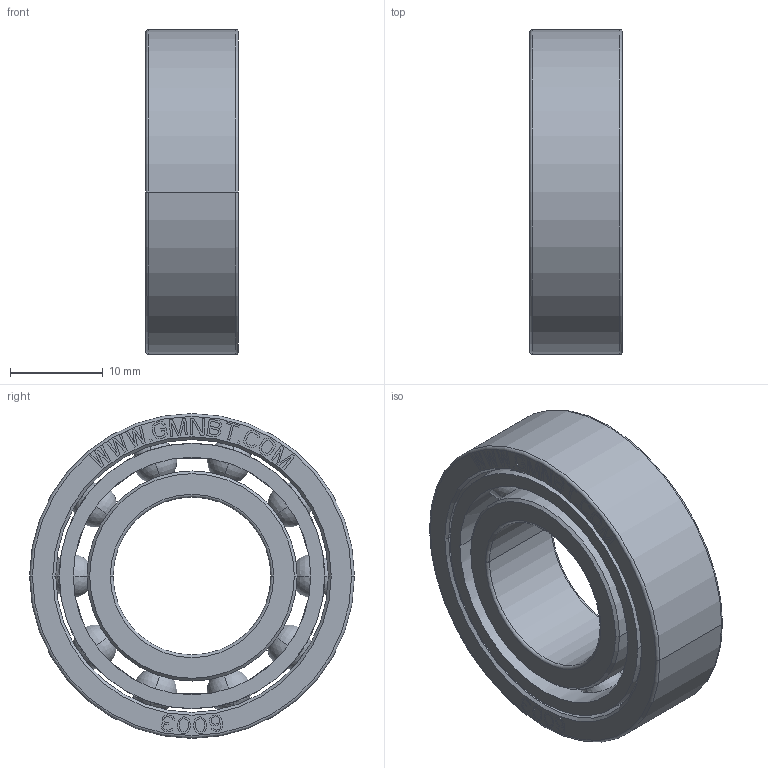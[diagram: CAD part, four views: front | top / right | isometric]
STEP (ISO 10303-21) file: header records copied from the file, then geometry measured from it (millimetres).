
FILE_DESCRIPTION((''),'2;1');
FILE_NAME('6003_PRT','2014-11-17T',('sales 4'),(''),'PRO/ENGINEER BY PARAMETRIC TECHNOLOGY CORPORATION, 2013150','PRO/ENGINEER BY PARAMETRIC TECHNOLOGY CORPORATION, 2013150','');
FILE_SCHEMA(('AUTOMOTIVE_DESIGN { 1 0 10303 214 1 1 1 1 }'));
Length unit declared in the file: millimetre
Products named in the file (1): 6003_PRT
Bounding box: 10.01 x 35 x 35 mm (x, y, z)
Volume: 5832.5 mm3; surface area: 6632.2 mm2
Topology: 13 solids, 13 shells, 568 faces, 1597 edges, 1034 vertices
Faces by surface type: plane 492, cylinder 36, sphere 20, torus 12, cone 8
Entity records: 24755 total; most frequent: CARTESIAN_POINT 5203, ORIENTED_EDGE 3114, DIRECTION 2733, PRESENTATION_STYLE_ASSIGNMENT 1593, STYLED_ITEM 1570, CURVE_STYLE 1557, EDGE_CURVE 1557, VECTOR 1437
